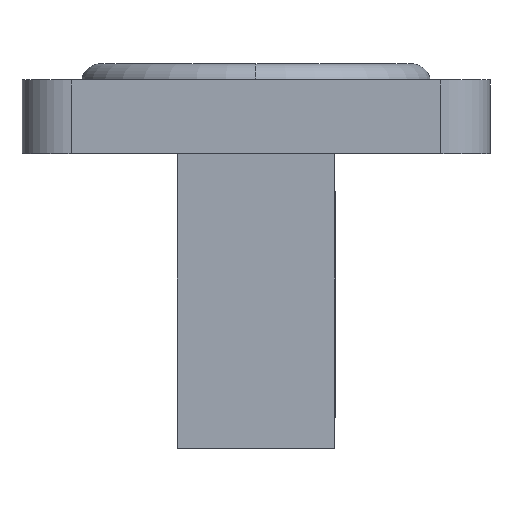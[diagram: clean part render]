
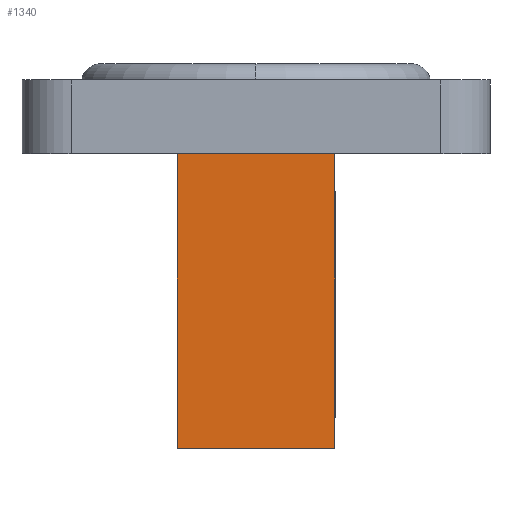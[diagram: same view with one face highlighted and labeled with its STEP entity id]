
A CAD part, left-side view. The second image highlights one B-rep face of the part: STEP entity #1340.
In plain terms, the highlighted planar face has unit normal (-1, 0, 0).
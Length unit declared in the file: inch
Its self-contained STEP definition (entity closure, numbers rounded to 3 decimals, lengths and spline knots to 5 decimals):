
#43 = DIRECTION ( 'NONE',  ( 0., 0., 1. ) ) ;
#80 = EDGE_CURVE ( 'NONE', #535, #1298, #670, .T. ) ;
#97 = VERTEX_POINT ( 'NONE', #861 ) ;
#131 = PLANE ( 'NONE',  #751 ) ;
#182 = LINE ( 'NONE', #582, #268 ) ;
#191 = DIRECTION ( 'NONE',  ( 0., 1., 0. ) ) ;
#248 = DIRECTION ( 'NONE',  ( 0., 0., -1. ) ) ;
#268 = VECTOR ( 'NONE', #191, 39.37008 ) ;
#377 = EDGE_CURVE ( 'NONE', #1298, #739, #182, .T. ) ;
#379 = DIRECTION ( 'NONE',  ( 0., 1., 0. ) ) ;
#381 = DIRECTION ( 'NONE',  ( 0., 0., 1. ) ) ;
#390 = VECTOR ( 'NONE', #43, 39.37008 ) ;
#449 = EDGE_CURVE ( 'NONE', #535, #97, #589, .T. ) ;
#535 = VERTEX_POINT ( 'NONE', #623 ) ;
#561 = VECTOR ( 'NONE', #381, 39.37008 ) ;
#582 = CARTESIAN_POINT ( 'NONE',  ( -0.17913, -0.12598, -0.11811 ) ) ;
#589 = LINE ( 'NONE', #1301, #1177 ) ;
#623 = CARTESIAN_POINT ( 'NONE',  ( -0.17913, -0.12598, -0.59055 ) ) ;
#670 = LINE ( 'NONE', #688, #561 ) ;
#688 = CARTESIAN_POINT ( 'NONE',  ( -0.17913, -0.12598, -1.6191 ) ) ;
#739 = VERTEX_POINT ( 'NONE', #1269 ) ;
#751 = AXIS2_PLACEMENT_3D ( 'NONE', #1273, #1051, #248 ) ;
#789 = LINE ( 'NONE', #891, #390 ) ;
#807 = CARTESIAN_POINT ( 'NONE',  ( -0.17913, -0.12598, -0.11811 ) ) ;
#861 = CARTESIAN_POINT ( 'NONE',  ( -0.17913, 0.12598, -0.59055 ) ) ;
#891 = CARTESIAN_POINT ( 'NONE',  ( -0.17913, 0.12598, -1.6191 ) ) ;
#941 = ORIENTED_EDGE ( 'NONE', *, *, #1139, .F. ) ;
#969 = ORIENTED_EDGE ( 'NONE', *, *, #377, .T. ) ;
#1050 = ORIENTED_EDGE ( 'NONE', *, *, #449, .F. ) ;
#1051 = DIRECTION ( 'NONE',  ( 1., 0., 0. ) ) ;
#1139 = EDGE_CURVE ( 'NONE', #97, #739, #789, .T. ) ;
#1177 = VECTOR ( 'NONE', #379, 39.37008 ) ;
#1180 = FACE_OUTER_BOUND ( 'NONE', #1223, .T. ) ;
#1223 = EDGE_LOOP ( 'NONE', ( #1050, #1300, #969, #941 ) ) ;
#1269 = CARTESIAN_POINT ( 'NONE',  ( -0.17913, 0.12598, -0.11811 ) ) ;
#1273 = CARTESIAN_POINT ( 'NONE',  ( -0.17913, -0.12598, -1.6191 ) ) ;
#1298 = VERTEX_POINT ( 'NONE', #807 ) ;
#1300 = ORIENTED_EDGE ( 'NONE', *, *, #80, .T. ) ;
#1301 = CARTESIAN_POINT ( 'NONE',  ( -0.17913, -0.12598, -0.59055 ) ) ;
#1340 = ADVANCED_FACE ( 'NONE', ( #1180 ), #131, .F. ) ;
